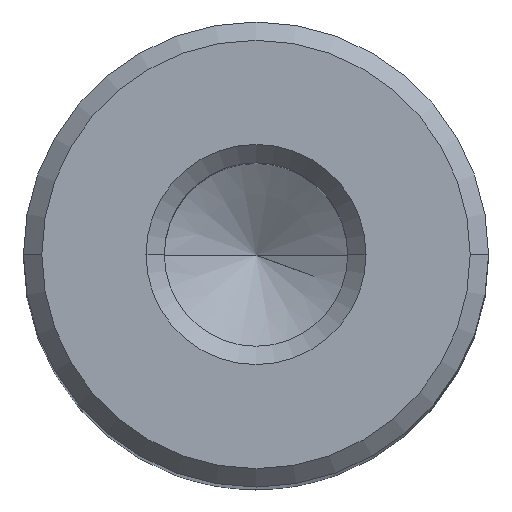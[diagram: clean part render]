
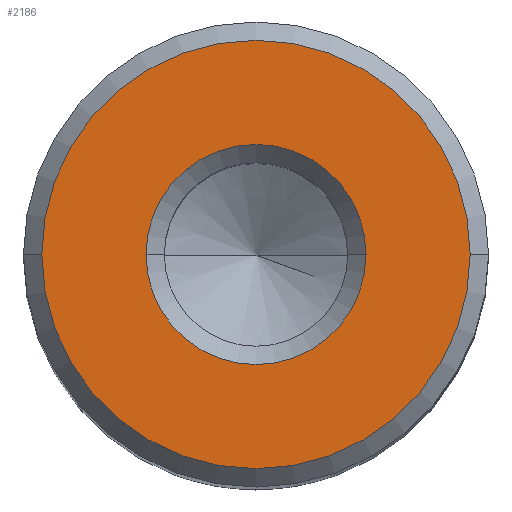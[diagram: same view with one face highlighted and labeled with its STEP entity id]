
A CAD part, top view. The second image highlights one B-rep face of the part: STEP entity #2186.
In plain terms, the highlighted planar face has unit normal (0, 0, 1).
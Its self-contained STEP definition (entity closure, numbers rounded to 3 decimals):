
#149 = CARTESIAN_POINT ( 'NONE',  ( 0., 0., 50. ) ) ;
#260 = AXIS2_PLACEMENT_3D ( 'NONE', #2721, #2120, #1803 ) ;
#376 = FACE_OUTER_BOUND ( 'NONE', #2879, .T. ) ;
#489 = DIRECTION ( 'NONE',  ( 1., 0., 0. ) ) ;
#544 = VERTEX_POINT ( 'NONE', #2783 ) ;
#707 = CIRCLE ( 'NONE', #3343, 5.84 ) ;
#808 = CARTESIAN_POINT ( 'NONE',  ( 3., 0., 50. ) ) ;
#817 = EDGE_CURVE ( 'NONE', #3419, #3894, #3735, .T. ) ;
#958 = FACE_BOUND ( 'NONE', #2850, .T. ) ;
#1019 = DIRECTION ( 'NONE',  ( 1., 0., 0. ) ) ;
#1268 = DIRECTION ( 'NONE',  ( 0., 0., 1. ) ) ;
#1288 = CARTESIAN_POINT ( 'NONE',  ( -5.84, 0., 50. ) ) ;
#1520 = CARTESIAN_POINT ( 'NONE',  ( 0., 0., 50. ) ) ;
#1566 = ORIENTED_EDGE ( 'NONE', *, *, #1887, .T. ) ;
#1612 = CARTESIAN_POINT ( 'NONE',  ( 0., 0., 50. ) ) ;
#1803 = DIRECTION ( 'NONE',  ( 1., 0., 0. ) ) ;
#1887 = EDGE_CURVE ( 'NONE', #3097, #544, #707, .T. ) ;
#1976 = CARTESIAN_POINT ( 'NONE',  ( 0., 0., 50. ) ) ;
#1996 = DIRECTION ( 'NONE',  ( 0., 0., -1. ) ) ;
#2081 = CIRCLE ( 'NONE', #2779, 3. ) ;
#2120 = DIRECTION ( 'NONE',  ( 0., 0., 1. ) ) ;
#2180 = EDGE_CURVE ( 'NONE', #3894, #3419, #2081, .T. ) ;
#2186 = ADVANCED_FACE ( 'NONE', ( #958, #376 ), #2251, .T. ) ;
#2229 = ORIENTED_EDGE ( 'NONE', *, *, #2180, .T. ) ;
#2251 = PLANE ( 'NONE',  #2263 ) ;
#2263 = AXIS2_PLACEMENT_3D ( 'NONE', #1612, #1268, #3707 ) ;
#2442 = DIRECTION ( 'NONE',  ( 1., 0., 0. ) ) ;
#2512 = ORIENTED_EDGE ( 'NONE', *, *, #817, .T. ) ;
#2599 = EDGE_CURVE ( 'NONE', #544, #3097, #3401, .T. ) ;
#2721 = CARTESIAN_POINT ( 'NONE',  ( 0., 0., 50. ) ) ;
#2744 = DIRECTION ( 'NONE',  ( 0., 0., -1. ) ) ;
#2779 = AXIS2_PLACEMENT_3D ( 'NONE', #1520, #2744, #2442 ) ;
#2783 = CARTESIAN_POINT ( 'NONE',  ( 5.84, 0., 50. ) ) ;
#2850 = EDGE_LOOP ( 'NONE', ( #2512, #2229 ) ) ;
#2879 = EDGE_LOOP ( 'NONE', ( #1566, #3426 ) ) ;
#3097 = VERTEX_POINT ( 'NONE', #1288 ) ;
#3343 = AXIS2_PLACEMENT_3D ( 'NONE', #149, #3769, #1019 ) ;
#3361 = AXIS2_PLACEMENT_3D ( 'NONE', #1976, #1996, #489 ) ;
#3401 = CIRCLE ( 'NONE', #260, 5.84 ) ;
#3419 = VERTEX_POINT ( 'NONE', #808 ) ;
#3426 = ORIENTED_EDGE ( 'NONE', *, *, #2599, .T. ) ;
#3707 = DIRECTION ( 'NONE',  ( 1., 0., 0. ) ) ;
#3735 = CIRCLE ( 'NONE', #3361, 3. ) ;
#3769 = DIRECTION ( 'NONE',  ( 0., 0., 1. ) ) ;
#3894 = VERTEX_POINT ( 'NONE', #3916 ) ;
#3916 = CARTESIAN_POINT ( 'NONE',  ( -3., 0., 50. ) ) ;
